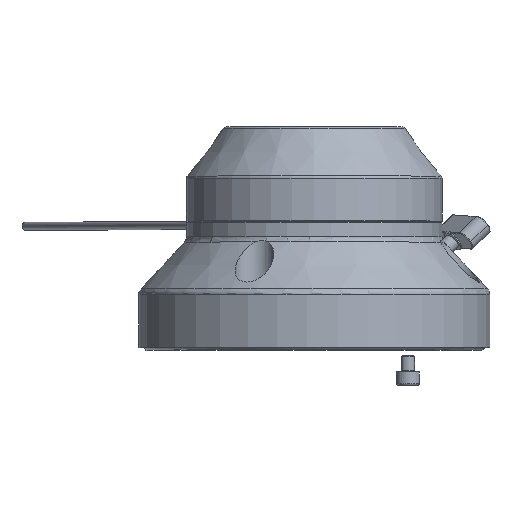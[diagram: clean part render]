
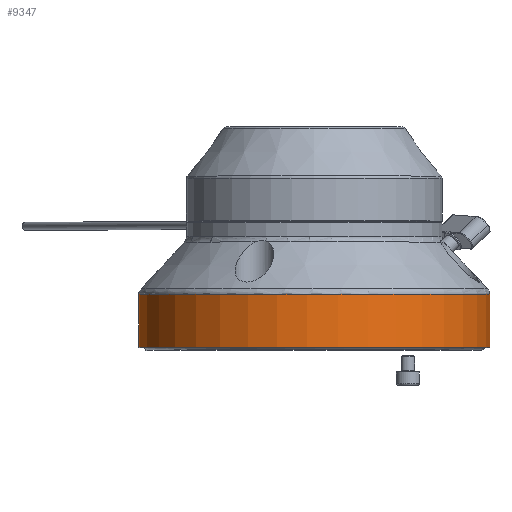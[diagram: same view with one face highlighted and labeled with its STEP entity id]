
A CAD part, top view. The second image highlights one B-rep face of the part: STEP entity #9347.
In plain terms, the highlighted cylindrical face has radius 65 mm (diameter 130 mm), a full revolution.
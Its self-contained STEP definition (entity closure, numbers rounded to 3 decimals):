
#20 = DIRECTION ( 'NONE',  ( 0., 0., 1. ) ) ;
#1274 = CARTESIAN_POINT ( 'NONE',  ( 0., 0., -62.093 ) ) ;
#1423 = DIRECTION ( 'NONE',  ( -1., 0., 0. ) ) ;
#1647 = ORIENTED_EDGE ( 'NONE', *, *, #8428, .T. ) ;
#2405 = CARTESIAN_POINT ( 'NONE',  ( 65., 0., -19.76 ) ) ;
#2868 = EDGE_LOOP ( 'NONE', ( #6183 ) ) ;
#4337 = FACE_OUTER_BOUND ( 'NONE', #9824, .T. ) ;
#4393 = DIRECTION ( 'NONE',  ( -1., 0., 0. ) ) ;
#4481 = VERTEX_POINT ( 'NONE', #6962 ) ;
#5558 = VERTEX_POINT ( 'NONE', #2405 ) ;
#5684 = AXIS2_PLACEMENT_3D ( 'NONE', #1274, #5857, #4393 ) ;
#5816 = EDGE_CURVE ( 'NONE', #5558, #5558, #10040, .T. ) ;
#5857 = DIRECTION ( 'NONE',  ( 0., 0., -1. ) ) ;
#6173 = DIRECTION ( 'NONE',  ( 1., 0., 0. ) ) ;
#6183 = ORIENTED_EDGE ( 'NONE', *, *, #5816, .T. ) ;
#6749 = CARTESIAN_POINT ( 'NONE',  ( 0., 0., -19.76 ) ) ;
#6827 = CARTESIAN_POINT ( 'NONE',  ( 0., 0., -0.2 ) ) ;
#6962 = CARTESIAN_POINT ( 'NONE',  ( -65., 0., -0.2 ) ) ;
#7258 = AXIS2_PLACEMENT_3D ( 'NONE', #6827, #8443, #1423 ) ;
#8428 = EDGE_CURVE ( 'NONE', #4481, #4481, #10041, .T. ) ;
#8443 = DIRECTION ( 'NONE',  ( 0., 0., -1. ) ) ;
#8912 = AXIS2_PLACEMENT_3D ( 'NONE', #6749, #20, #6173 ) ;
#9347 = ADVANCED_FACE ( 'NONE', ( #4337, #9816 ), #9719, .T. ) ;
#9719 = CYLINDRICAL_SURFACE ( 'NONE', #5684, 65. ) ;
#9816 = FACE_OUTER_BOUND ( 'NONE', #2868, .T. ) ;
#9824 = EDGE_LOOP ( 'NONE', ( #1647 ) ) ;
#10040 = CIRCLE ( 'NONE', #8912, 65. ) ;
#10041 = CIRCLE ( 'NONE', #7258, 65. ) ;
